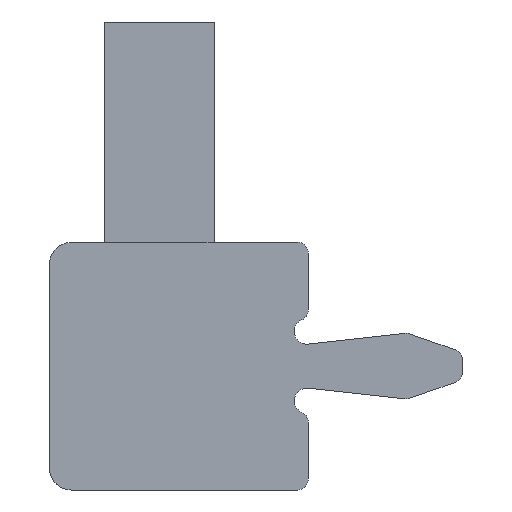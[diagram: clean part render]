
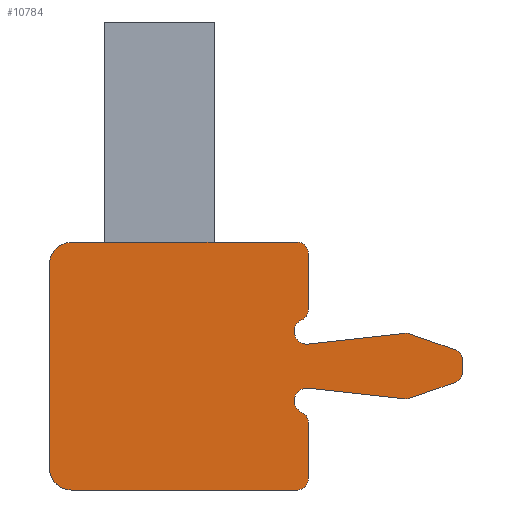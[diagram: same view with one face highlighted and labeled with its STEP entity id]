
A CAD part, left-side view. The second image highlights one B-rep face of the part: STEP entity #10784.
In plain terms, the highlighted planar face has unit normal (-1, 0, 0).
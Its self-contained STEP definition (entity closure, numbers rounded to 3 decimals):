
#925=DIRECTION('',(0.,0.,1.));
#926=VECTOR('',#925,3.7);
#927=CARTESIAN_POINT('',(-4.3,2.35,-1.85));
#928=LINE('',#927,#926);
#979=DIRECTION('',(0.,1.,0.));
#980=VECTOR('',#979,4.1);
#981=CARTESIAN_POINT('',(-4.3,-2.15,2.25));
#982=LINE('',#981,#980);
#1003=CARTESIAN_POINT('',(-4.3,-2.15,-2.05));
#1004=DIRECTION('',(-1.,0.,0.));
#1005=DIRECTION('',(0.,0.,-1.));
#1006=AXIS2_PLACEMENT_3D('',#1003,#1004,#1005);
#1008=DIRECTION('',(0.,1.,0.));
#1009=VECTOR('',#1008,4.1);
#1010=CARTESIAN_POINT('',(-4.3,-2.15,-2.25));
#1011=LINE('',#1010,#1009);
#1012=CARTESIAN_POINT('',(-4.3,1.95,-1.85));
#1013=DIRECTION('',(-1.,0.,0.));
#1014=DIRECTION('',(0.,1.,0.));
#1015=AXIS2_PLACEMENT_3D('',#1012,#1013,#1014);
#1017=CARTESIAN_POINT('',(-4.3,1.95,1.85));
#1018=DIRECTION('',(-1.,0.,0.));
#1019=DIRECTION('',(0.,0.,1.));
#1020=AXIS2_PLACEMENT_3D('',#1017,#1018,#1019);
#1022=CARTESIAN_POINT('',(-4.3,-2.15,2.05));
#1023=DIRECTION('',(-1.,0.,0.));
#1024=DIRECTION('',(0.,-1.,0.));
#1025=AXIS2_PLACEMENT_3D('',#1022,#1023,#1024);
#1027=CARTESIAN_POINT('',(-4.3,-2.15,1.022));
#1028=DIRECTION('',(-1.,0.,0.));
#1029=DIRECTION('',(0.,-0.406,-0.914));
#1030=AXIS2_PLACEMENT_3D('',#1027,#1028,#1029);
#1032=CARTESIAN_POINT('',(-4.3,-2.325,0.629));
#1033=DIRECTION('',(1.,0.,0.));
#1034=DIRECTION('',(0.,-0.11,-0.994));
#1035=AXIS2_PLACEMENT_3D('',#1032,#1033,#1034);
#1037=DIRECTION('',(0.,-0.994,0.11));
#1038=VECTOR('',#1037,1.766);
#1039=CARTESIAN_POINT('',(-4.3,-2.35,0.4));
#1040=LINE('',#1039,#1038);
#1041=CARTESIAN_POINT('',(-4.3,-4.127,0.396));
#1042=DIRECTION('',(-1.,0.,0.));
#1043=DIRECTION('',(0.,-0.33,0.944));
#1044=AXIS2_PLACEMENT_3D('',#1041,#1042,#1043);
#1046=DIRECTION('',(0.,-0.944,-0.33));
#1047=VECTOR('',#1046,0.872);
#1048=CARTESIAN_POINT('',(-4.3,-4.193,0.585));
#1049=LINE('',#1048,#1047);
#1050=CARTESIAN_POINT('',(-4.3,-4.95,0.108));
#1051=DIRECTION('',(-1.,0.,0.));
#1052=DIRECTION('',(0.,-1.,0.));
#1053=AXIS2_PLACEMENT_3D('',#1050,#1051,#1052);
#1055=DIRECTION('',(0.,0.,-1.));
#1056=VECTOR('',#1055,0.216);
#1057=CARTESIAN_POINT('',(-4.3,-5.15,0.108));
#1058=LINE('',#1057,#1056);
#1059=CARTESIAN_POINT('',(-4.3,-4.95,-0.108));
#1060=DIRECTION('',(-1.,0.,0.));
#1061=DIRECTION('',(0.,-0.33,-0.944));
#1062=AXIS2_PLACEMENT_3D('',#1059,#1060,#1061);
#1064=DIRECTION('',(0.,0.944,-0.33));
#1065=VECTOR('',#1064,0.872);
#1066=CARTESIAN_POINT('',(-4.3,-5.016,-0.297));
#1067=LINE('',#1066,#1065);
#1068=CARTESIAN_POINT('',(-4.3,-4.127,-0.396));
#1069=DIRECTION('',(-1.,0.,0.));
#1070=DIRECTION('',(0.,0.11,-0.994));
#1071=AXIS2_PLACEMENT_3D('',#1068,#1069,#1070);
#1073=DIRECTION('',(0.,0.994,0.11));
#1074=VECTOR('',#1073,1.766);
#1075=CARTESIAN_POINT('',(-4.3,-4.105,-0.595));
#1076=LINE('',#1075,#1074);
#1077=CARTESIAN_POINT('',(-4.3,-2.325,-0.629));
#1078=DIRECTION('',(1.,0.,0.));
#1079=DIRECTION('',(0.,0.406,-0.914));
#1080=AXIS2_PLACEMENT_3D('',#1077,#1078,#1079);
#1082=CARTESIAN_POINT('',(-4.3,-2.15,-1.022));
#1083=DIRECTION('',(-1.,0.,0.));
#1084=DIRECTION('',(0.,-1.,0.));
#1085=AXIS2_PLACEMENT_3D('',#1082,#1083,#1084);
#3671=DIRECTION('',(0.,0.,1.));
#3672=VECTOR('',#3671,1.028);
#3673=CARTESIAN_POINT('',(-4.3,-2.35,-2.05));
#3674=LINE('',#3673,#3672);
#3695=DIRECTION('',(0.,0.,1.));
#3696=VECTOR('',#3695,1.028);
#3697=CARTESIAN_POINT('',(-4.3,-2.35,1.022));
#3698=LINE('',#3697,#3696);
#7199=CARTESIAN_POINT('',(-4.3,-2.35,0.4));
#7201=VERTEX_POINT('',#7199);
#7203=CARTESIAN_POINT('',(-4.3,-2.35,-0.4));
#7205=VERTEX_POINT('',#7203);
#7207=CARTESIAN_POINT('',(-4.3,-2.35,-1.022));
#7208=CARTESIAN_POINT('',(-4.3,-2.231,-0.839));
#7209=VERTEX_POINT('',#7207);
#7210=VERTEX_POINT('',#7208);
#7219=CARTESIAN_POINT('',(-4.3,-2.231,0.839));
#7220=VERTEX_POINT('',#7219);
#7221=CARTESIAN_POINT('',(-4.3,-2.35,1.022));
#7222=VERTEX_POINT('',#7221);
#7223=CARTESIAN_POINT('',(-4.3,-5.016,-0.297));
#7224=CARTESIAN_POINT('',(-4.3,-5.15,-0.108));
#7225=VERTEX_POINT('',#7223);
#7226=VERTEX_POINT('',#7224);
#7231=CARTESIAN_POINT('',(-4.3,-5.15,0.108));
#7232=CARTESIAN_POINT('',(-4.3,-5.016,0.297));
#7233=VERTEX_POINT('',#7231);
#7234=VERTEX_POINT('',#7232);
#7239=CARTESIAN_POINT('',(-4.3,-4.105,-0.595));
#7240=CARTESIAN_POINT('',(-4.3,-4.193,-0.585));
#7241=VERTEX_POINT('',#7239);
#7242=VERTEX_POINT('',#7240);
#7247=CARTESIAN_POINT('',(-4.3,-4.193,0.585));
#7248=CARTESIAN_POINT('',(-4.3,-4.105,0.595));
#7249=VERTEX_POINT('',#7247);
#7250=VERTEX_POINT('',#7248);
#7363=CARTESIAN_POINT('',(-4.3,2.35,-1.85));
#7364=CARTESIAN_POINT('',(-4.3,1.95,-2.25));
#7365=VERTEX_POINT('',#7363);
#7366=VERTEX_POINT('',#7364);
#7379=CARTESIAN_POINT('',(-4.3,1.95,2.25));
#7380=CARTESIAN_POINT('',(-4.3,2.35,1.85));
#7381=VERTEX_POINT('',#7379);
#7382=VERTEX_POINT('',#7380);
#7539=CARTESIAN_POINT('',(-4.3,-2.15,-2.25));
#7540=VERTEX_POINT('',#7539);
#7541=CARTESIAN_POINT('',(-4.3,-2.35,-2.05));
#7542=VERTEX_POINT('',#7541);
#7543=CARTESIAN_POINT('',(-4.3,-2.35,2.05));
#7544=CARTESIAN_POINT('',(-4.3,-2.15,2.25));
#7545=VERTEX_POINT('',#7543);
#7546=VERTEX_POINT('',#7544);
#10739=CARTESIAN_POINT('',(-4.3,-2.35,-2.25));
#10740=DIRECTION('',(-1.,0.,0.));
#10741=DIRECTION('',(0.,0.,1.));
#10742=AXIS2_PLACEMENT_3D('',#10739,#10740,#10741);
#10743=PLANE('',#10742);
#10744=ORIENTED_EDGE('',*,*,#10542,.F.);
#10745=ORIENTED_EDGE('',*,*,#10464,.T.);
#10747=ORIENTED_EDGE('',*,*,#10746,.F.);
#10748=ORIENTED_EDGE('',*,*,#10640,.T.);
#10749=ORIENTED_EDGE('',*,*,#10674,.F.);
#10750=ORIENTED_EDGE('',*,*,#10703,.F.);
#10751=ORIENTED_EDGE('',*,*,#10730,.F.);
#10753=ORIENTED_EDGE('',*,*,#10752,.F.);
#10755=ORIENTED_EDGE('',*,*,#10754,.F.);
#10757=ORIENTED_EDGE('',*,*,#10756,.F.);
#10759=ORIENTED_EDGE('',*,*,#10758,.T.);
#10761=ORIENTED_EDGE('',*,*,#10760,.F.);
#10763=ORIENTED_EDGE('',*,*,#10762,.T.);
#10765=ORIENTED_EDGE('',*,*,#10764,.F.);
#10767=ORIENTED_EDGE('',*,*,#10766,.T.);
#10769=ORIENTED_EDGE('',*,*,#10768,.F.);
#10771=ORIENTED_EDGE('',*,*,#10770,.T.);
#10773=ORIENTED_EDGE('',*,*,#10772,.F.);
#10775=ORIENTED_EDGE('',*,*,#10774,.T.);
#10777=ORIENTED_EDGE('',*,*,#10776,.F.);
#10779=ORIENTED_EDGE('',*,*,#10778,.F.);
#10781=ORIENTED_EDGE('',*,*,#10780,.F.);
#10782=EDGE_LOOP('',(#10744,#10745,#10747,#10748,#10749,#10750,#10751,#10753,
#10755,#10757,#10759,#10761,#10763,#10765,#10767,#10769,#10771,#10773,#10775,
#10777,#10779,#10781));
#10783=FACE_OUTER_BOUND('',#10782,.F.);
#1007=CIRCLE('',#1006,0.2);
#1016=CIRCLE('',#1015,0.4);
#1021=CIRCLE('',#1020,0.4);
#1026=CIRCLE('',#1025,0.2);
#1031=CIRCLE('',#1030,0.2);
#1036=CIRCLE('',#1035,0.23);
#1045=CIRCLE('',#1044,0.2);
#1054=CIRCLE('',#1053,0.2);
#1063=CIRCLE('',#1062,0.2);
#1072=CIRCLE('',#1071,0.2);
#1081=CIRCLE('',#1080,0.23);
#1086=CIRCLE('',#1085,0.2);
#10464=EDGE_CURVE('',#7540,#7366,#1011,.T.);
#10542=EDGE_CURVE('',#7540,#7542,#1007,.T.);
#10640=EDGE_CURVE('',#7365,#7382,#928,.T.);
#10674=EDGE_CURVE('',#7381,#7382,#1021,.T.);
#10703=EDGE_CURVE('',#7546,#7381,#982,.T.);
#10730=EDGE_CURVE('',#7545,#7546,#1026,.T.);
#10746=EDGE_CURVE('',#7365,#7366,#1016,.T.);
#10752=EDGE_CURVE('',#7222,#7545,#3698,.T.);
#10754=EDGE_CURVE('',#7220,#7222,#1031,.T.);
#10756=EDGE_CURVE('',#7201,#7220,#1036,.T.);
#10758=EDGE_CURVE('',#7201,#7250,#1040,.T.);
#10760=EDGE_CURVE('',#7249,#7250,#1045,.T.);
#10762=EDGE_CURVE('',#7249,#7234,#1049,.T.);
#10764=EDGE_CURVE('',#7233,#7234,#1054,.T.);
#10766=EDGE_CURVE('',#7233,#7226,#1058,.T.);
#10768=EDGE_CURVE('',#7225,#7226,#1063,.T.);
#10770=EDGE_CURVE('',#7225,#7242,#1067,.T.);
#10772=EDGE_CURVE('',#7241,#7242,#1072,.T.);
#10774=EDGE_CURVE('',#7241,#7205,#1076,.T.);
#10776=EDGE_CURVE('',#7210,#7205,#1081,.T.);
#10778=EDGE_CURVE('',#7209,#7210,#1086,.T.);
#10780=EDGE_CURVE('',#7542,#7209,#3674,.T.);
#10784=ADVANCED_FACE('',(#10783),#10743,.T.);
